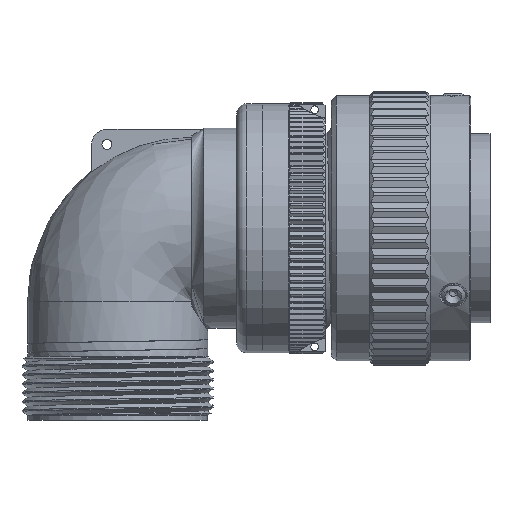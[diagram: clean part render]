
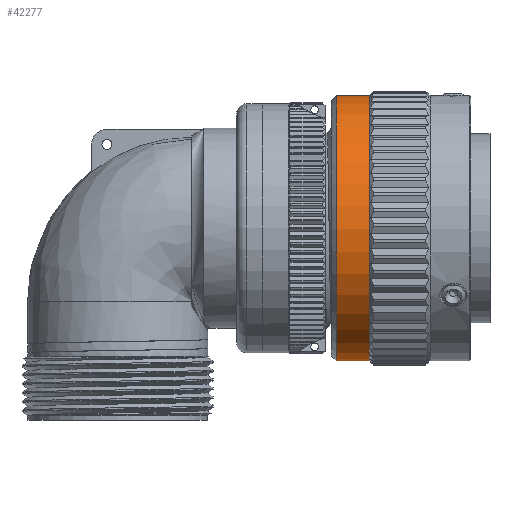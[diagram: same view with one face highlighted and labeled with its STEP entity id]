
A CAD part, top view. The second image highlights one B-rep face of the part: STEP entity #42277.
In plain terms, the highlighted cylindrical face has radius 20.815 mm (diameter 41.63 mm), a partial arc.
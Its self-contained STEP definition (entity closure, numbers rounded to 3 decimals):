
#12301=CARTESIAN_POINT('',(34.32,0.,0.));
#12302=DIRECTION('',(1.,0.,0.));
#12303=DIRECTION('',(0.,1.,0.007));
#12304=AXIS2_PLACEMENT_3D('',#12301,#12302,#12303);
#12306=CARTESIAN_POINT('',(39.51,0.,0.));
#12307=DIRECTION('',(1.,0.,0.));
#12308=DIRECTION('',(0.,1.,0.007));
#12309=AXIS2_PLACEMENT_3D('',#12306,#12307,#12308);
#12311=DIRECTION('',(-1.,0.,0.));
#12312=VECTOR('',#12311,5.19);
#12313=CARTESIAN_POINT('',(39.51,20.815,0.139));
#12314=LINE('3652',#12313,#12312);
#12315=DIRECTION('',(-1.,0.,0.));
#12316=VECTOR('',#12315,5.19);
#12317=CARTESIAN_POINT('',(39.51,-20.815,-0.139));
#12318=LINE('3654',#12317,#12316);
#24519=CARTESIAN_POINT('',(39.51,20.815,0.139));
#24520=CARTESIAN_POINT('',(34.32,20.815,0.139));
#24521=VERTEX_POINT('',#24519);
#24522=VERTEX_POINT('',#24520);
#24525=CARTESIAN_POINT('',(39.51,-20.815,-0.139));
#24526=CARTESIAN_POINT('',(34.32,-20.815,-0.139));
#24527=VERTEX_POINT('',#24525);
#24528=VERTEX_POINT('',#24526);
#42263=CARTESIAN_POINT('',(32.469,0.,0.));
#42264=DIRECTION('',(1.,0.,0.));
#42265=DIRECTION('',(0.,-1.,-0.007));
#42266=AXIS2_PLACEMENT_3D('',#42263,#42264,#42265);
#42267=CYLINDRICAL_SURFACE('774',#42266,20.815);
#42269=ORIENTED_EDGE('3652',*,*,#42268,.F.);
#42271=ORIENTED_EDGE('3656',*,*,#42270,.T.);
#42273=ORIENTED_EDGE('3654',*,*,#42272,.T.);
#42274=ORIENTED_EDGE('3657',*,*,#42249,.F.);
#42275=EDGE_LOOP('774',(#42269,#42271,#42273,#42274));
#42276=FACE_OUTER_BOUND('774',#42275,.F.);
#12305=CIRCLE('3657',#12304,20.815);
#12310=CIRCLE('3656',#12309,20.815);
#42249=EDGE_CURVE('3657',#24522,#24528,#12305,.T.);
#42268=EDGE_CURVE('3652',#24521,#24522,#12314,.T.);
#42270=EDGE_CURVE('3656',#24521,#24527,#12310,.T.);
#42272=EDGE_CURVE('3654',#24527,#24528,#12318,.T.);
#42277=ADVANCED_FACE('774',(#42276),#42267,.T.);
